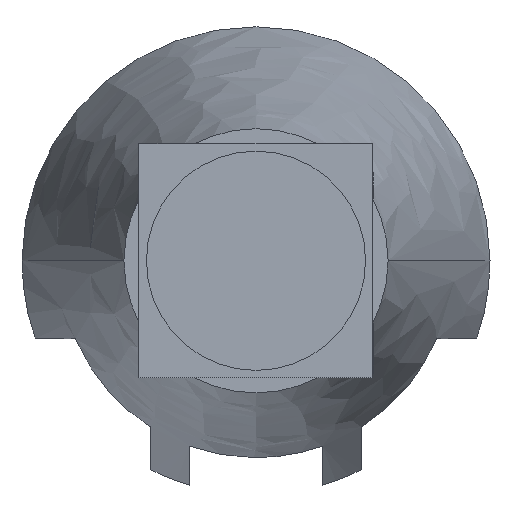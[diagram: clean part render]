
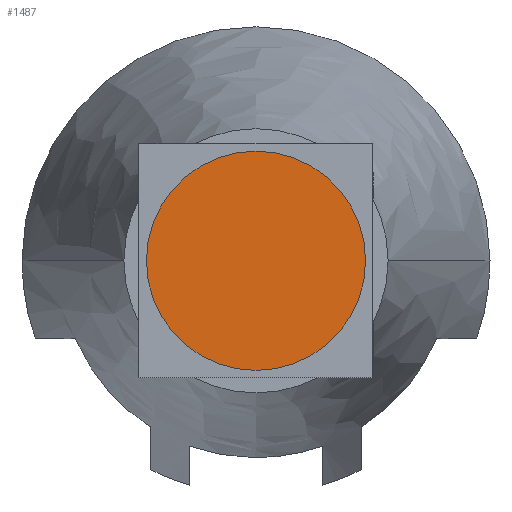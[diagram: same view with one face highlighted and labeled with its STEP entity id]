
A CAD part, front view. The second image highlights one B-rep face of the part: STEP entity #1487.
In plain terms, the highlighted planar face has unit normal (0, -1, 0).
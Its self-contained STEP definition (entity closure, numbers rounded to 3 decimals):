
#98 = AXIS2_PLACEMENT_3D ( 'NONE', #1262, #966, #147 ) ;
#126 = DIRECTION ( 'NONE',  ( 0., -1., 0. ) ) ;
#147 = DIRECTION ( 'NONE',  ( 0., 0., -1. ) ) ;
#169 = CARTESIAN_POINT ( 'NONE',  ( 0., 8.2, 0. ) ) ;
#177 = PLANE ( 'NONE',  #1719 ) ;
#268 = DIRECTION ( 'NONE',  ( 0., 0., -1. ) ) ;
#290 = ORIENTED_EDGE ( 'NONE', *, *, #668, .T. ) ;
#307 = EDGE_LOOP ( 'NONE', ( #290, #1692 ) ) ;
#321 = DIRECTION ( 'NONE',  ( 0., -1., 0. ) ) ;
#530 = EDGE_CURVE ( 'NONE', #1435, #1081, #1672, .T. ) ;
#668 = EDGE_CURVE ( 'NONE', #1081, #1435, #693, .T. ) ;
#673 = AXIS2_PLACEMENT_3D ( 'NONE', #1614, #126, #268 ) ;
#693 = CIRCLE ( 'NONE', #98, 14.05 ) ;
#711 = DIRECTION ( 'NONE',  ( 0., 0., -1. ) ) ;
#966 = DIRECTION ( 'NONE',  ( 0., -1., 0. ) ) ;
#1012 = CARTESIAN_POINT ( 'NONE',  ( 0., 8.2, -14.05 ) ) ;
#1081 = VERTEX_POINT ( 'NONE', #1012 ) ;
#1262 = CARTESIAN_POINT ( 'NONE',  ( 0., 8.2, 0. ) ) ;
#1385 = CARTESIAN_POINT ( 'NONE',  ( 0., 8.2, 14.05 ) ) ;
#1435 = VERTEX_POINT ( 'NONE', #1385 ) ;
#1487 = ADVANCED_FACE ( 'NONE', ( #1679 ), #177, .T. ) ;
#1614 = CARTESIAN_POINT ( 'NONE',  ( 0., 8.2, 0. ) ) ;
#1672 = CIRCLE ( 'NONE', #673, 14.05 ) ;
#1679 = FACE_OUTER_BOUND ( 'NONE', #307, .T. ) ;
#1692 = ORIENTED_EDGE ( 'NONE', *, *, #530, .T. ) ;
#1719 = AXIS2_PLACEMENT_3D ( 'NONE', #169, #321, #711 ) ;
